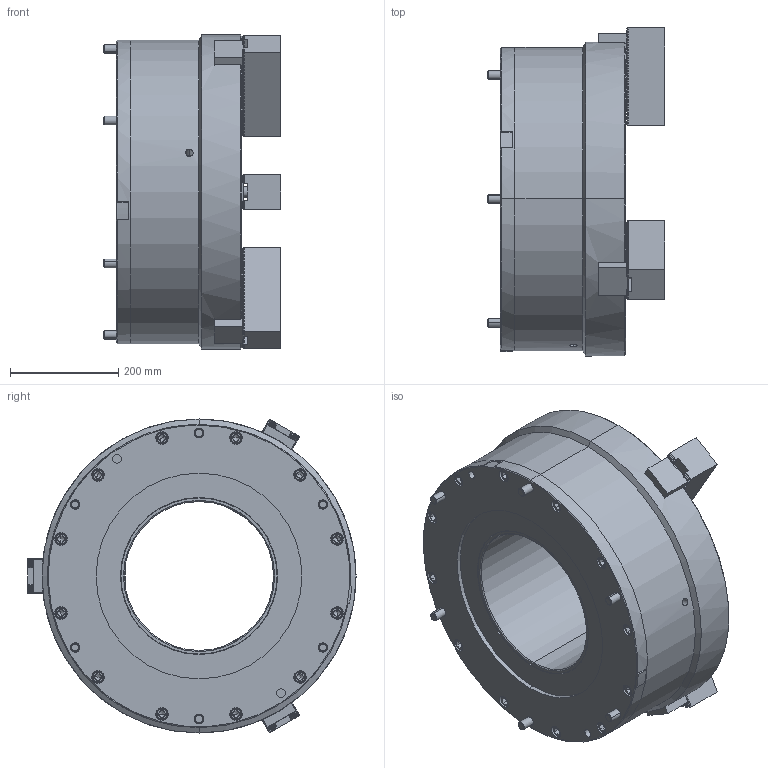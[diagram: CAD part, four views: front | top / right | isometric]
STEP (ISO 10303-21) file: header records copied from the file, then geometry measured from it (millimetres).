
FILE_DESCRIPTION (( 'STEP AP203' ), '1' );
FILE_NAME ('CF-AP-275.STEP', '2020-10-30T07:13:17', ( '' ), ( '' ), 'SwSTEP 2.0', 'SolidWorks 2016', '' );
FILE_SCHEMA (( 'CONFIG_CONTROL_DESIGN' ));
Length unit declared in the file: millimetre
Products named in the file (11): CF-AP-275; CF-AP-275-03000; CF-AP-275-06000; AP-185-17010; SJ-320; 圓頭內六角螺栓_M16x180; 圓頭內六角螺栓_M20x45; 圓頭內六角螺栓_M8x16; CF-AP-275-0100G; 圓頭內六角螺栓_M14x40; CF-AP-275-07000
Assembly tree (44 placements, depth 2):
  CF-AP-275
    CF-AP-275-0100G
    CF-AP-275-07000
    CF-AP-275-03000  x3
    CF-AP-275-06000
    AP-185-17010  x2
    SJ-320  x3
    圓頭內六角螺栓_M16x180  x6
    圓頭內六角螺栓_M20x45  x6
    圓頭內六角螺栓_M8x16  x9
    圓頭內六角螺栓_M14x40  x12
Bounding box: 327.7 x 606 x 580 mm (x, y, z)
Volume: 46063629.5 mm3; surface area: 2483826.8 mm2
Topology: 44 solids, 44 shells, 4305 faces, 11885 edges, 7744 vertices
Faces by surface type: plane 3098, cylinder 891, cone 310, sphere 4, torus 2
Entity records: 51015 total; most frequent: CARTESIAN_POINT 9004, ORIENTED_EDGE 8370, DIRECTION 8264, EDGE_CURVE 4185, VECTOR 3150, LINE 3150, VERTEX_POINT 2749, AXIS2_PLACEMENT_3D 2557
